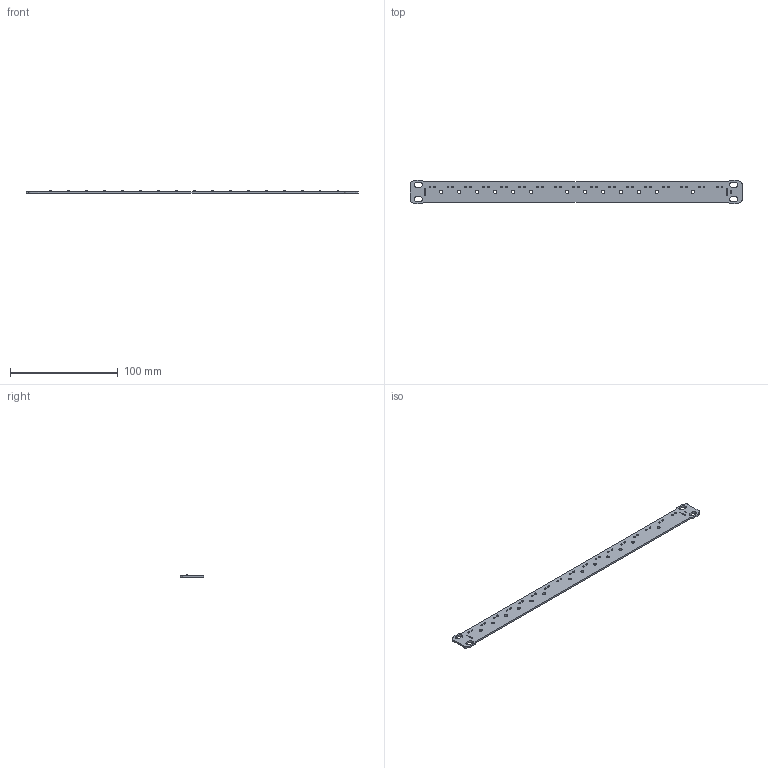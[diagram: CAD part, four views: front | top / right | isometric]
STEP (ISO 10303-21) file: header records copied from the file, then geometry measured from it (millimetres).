
FILE_DESCRIPTION(('KiCad electronic assembly'),'2;1');
FILE_NAME('EInside.step','2019-05-04T01:19:45',('An Author'),( 'A Company'),'Open CASCADE STEP processor 6.9', 'KiCad to STEP converter','Unknown');
FILE_SCHEMA(('AUTOMOTIVE_DESIGN { 1 0 10303 214 1 1 1 1 }'));
Length unit declared in the file: millimetre
Products named in the file (7): Open CASCADE STEP translator 6.9 1; R_0603_1608Metric; SOLID; LED_WS2812_PLCC6_5.0x5.0mm_P1.6mm; C_0603_1608Metric; COMPOUND
Assembly tree (54 placements, depth 3):
  Open CASCADE STEP translator 6.9 1
    R_0603_1608Metric  x17
      SOLID
    LED_WS2812_PLCC6_5.0x5.0mm_P1.6mm  x17
    C_0603_1608Metric  x17
      SOLID
    COMPOUND
Bounding box: 307.71 x 21.42 x 2.45 mm (x, y, z)
Volume: 9104.5 mm3; surface area: 12953.2 mm2
Topology: 35 solids, 35 shells, 1095 faces, 2905 edges, 1914 vertices
Faces by surface type: plane 732, cylinder 363
Full cylindrical faces by diameter (mm): 1 x10, 2.946 x13
Entity records: 17207 total; most frequent: CARTESIAN_POINT 2843, DIRECTION 2633, LINE 1823, VECTOR 1823, ORIENTED_EDGE 1330, PCURVE 1330, DEFINITIONAL_REPRESENTATION 1330, EDGE_CURVE 665
